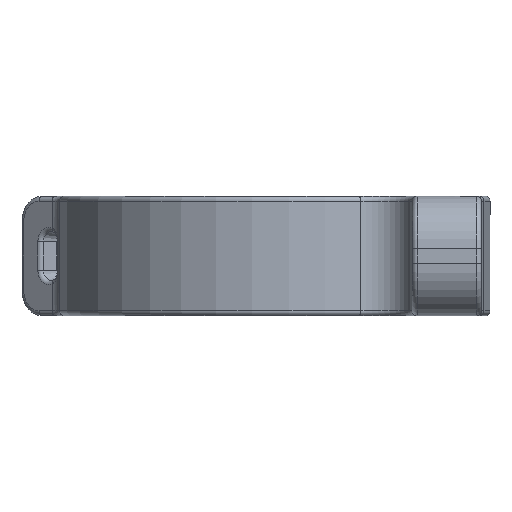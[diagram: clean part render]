
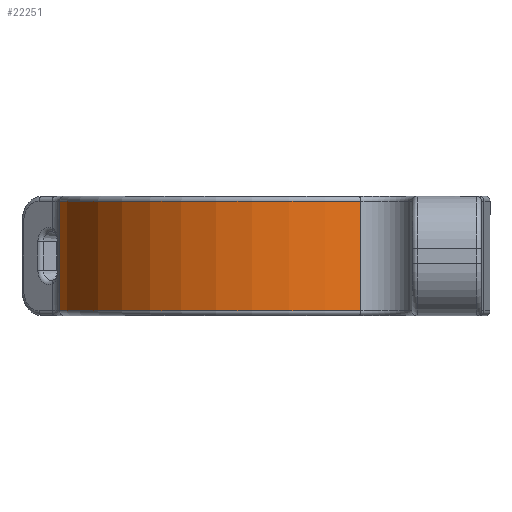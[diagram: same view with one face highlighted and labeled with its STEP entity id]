
A CAD part, left-side view. The second image highlights one B-rep face of the part: STEP entity #22251.
In plain terms, the highlighted cylindrical face has radius 26.3 mm (diameter 52.6 mm), a partial arc.
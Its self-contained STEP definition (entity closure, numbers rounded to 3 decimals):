
#246=CARTESIAN_POINT('',(0.,-0.5,-6.65));
#247=DIRECTION('',(0.,0.,-1.));
#248=DIRECTION('',(-0.921,-0.39,0.));
#249=AXIS2_PLACEMENT_3D('',#246,#247,#248);
#5799=DIRECTION('',(0.,0.,1.));
#5800=VECTOR('',#5799,13.3);
#5801=CARTESIAN_POINT('',(-24.222,-10.747,-6.65));
#5802=LINE('',#5801,#5800);
#5807=DIRECTION('',(0.,0.,1.));
#5808=VECTOR('',#5807,13.3);
#5809=CARTESIAN_POINT('',(1.928,25.729,-6.65));
#5810=LINE('',#5809,#5808);
#6066=CARTESIAN_POINT('',(0.,-0.5,6.65));
#6067=DIRECTION('',(0.,0.,1.));
#6068=DIRECTION('',(0.073,0.997,0.));
#6069=AXIS2_PLACEMENT_3D('',#6066,#6067,#6068);
#14218=CARTESIAN_POINT('',(-24.222,-10.747,-6.65));
#14219=VERTEX_POINT('',#14218);
#14222=CARTESIAN_POINT('',(1.928,25.729,-6.65));
#14223=VERTEX_POINT('',#14222);
#14250=CARTESIAN_POINT('',(1.928,25.729,6.65));
#14251=VERTEX_POINT('',#14250);
#14254=CARTESIAN_POINT('',(-24.222,-10.747,6.65));
#14255=VERTEX_POINT('',#14254);
#22238=CARTESIAN_POINT('',(0.,-0.5,-7.25));
#22239=DIRECTION('',(0.,0.,1.));
#22240=DIRECTION('',(1.,0.,0.));
#22241=AXIS2_PLACEMENT_3D('',#22238,#22239,#22240);
#22242=CYLINDRICAL_SURFACE('',#22241,26.3);
#22243=ORIENTED_EDGE('',*,*,#14954,.T.);
#22245=ORIENTED_EDGE('',*,*,#22244,.T.);
#22247=ORIENTED_EDGE('',*,*,#22246,.T.);
#22248=ORIENTED_EDGE('',*,*,#22231,.F.);
#22249=EDGE_LOOP('',(#22243,#22245,#22247,#22248));
#22250=FACE_OUTER_BOUND('',#22249,.F.);
#22251=ADVANCED_FACE('',(#22250),#22242,.T.);
#250=CIRCLE('',#249,26.3);
#6070=CIRCLE('',#6069,26.3);
#14954=EDGE_CURVE('',#14219,#14223,#250,.T.);
#22231=EDGE_CURVE('',#14219,#14255,#5802,.T.);
#22244=EDGE_CURVE('',#14223,#14251,#5810,.T.);
#22246=EDGE_CURVE('',#14251,#14255,#6070,.T.);
